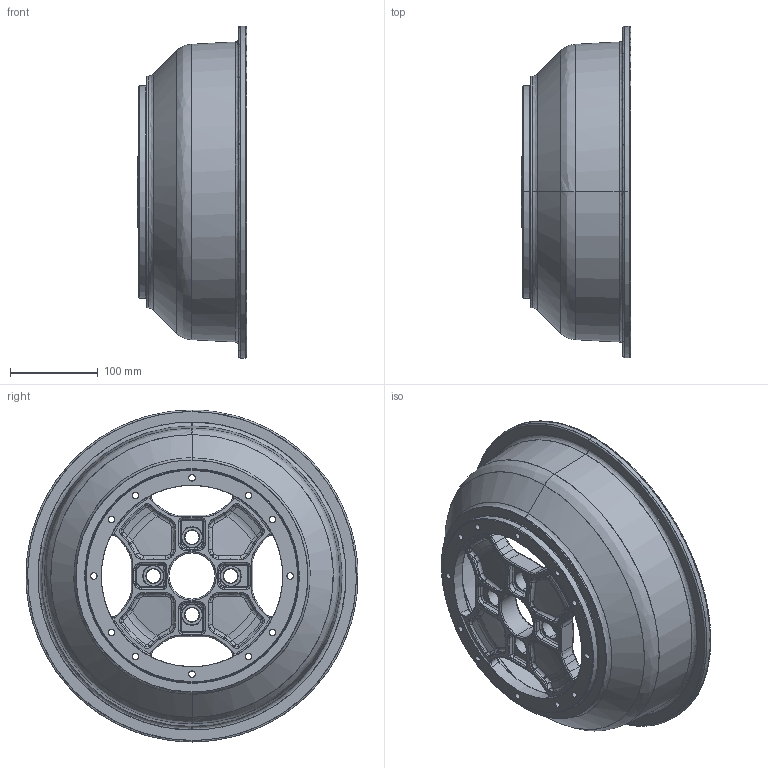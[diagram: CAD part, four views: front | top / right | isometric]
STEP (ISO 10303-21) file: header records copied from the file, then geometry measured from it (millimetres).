
FILE_DESCRIPTION(('FreeCAD Model'),'2;1');
FILE_NAME('Open CASCADE Shape Model','2025-05-04T09:33:06',('FreeCAD'),( 'FreeCAD'),'Open CASCADE STEP processor 7.6','FreeCAD','Unknown');
FILE_SCHEMA(('AUTOMOTIVE_DESIGN { 1 0 10303 214 1 1 1 1 }'));
Products named in the file (1): Open CASCADE STEP translator 7.6 1
Bounding box: 124.5 x 377.11 x 377.56 mm (x, y, z)
Surface area: 405847 mm2 (no closed solid volume)
Topology: 0 solids, 798 shells, 798 faces, 7747 edges, 7740 vertices
Faces by surface type: bspline 798
Entity records: 93463 total; most frequent: CARTESIAN_POINT 59765, ORIENTED_EDGE 7740, EDGE_CURVE 7740, VERTEX_POINT 7740, B_SPLINE_CURVE_WITH_KNOTS 6267, FACE_BOUND 846, EDGE_LOOP 846, SHELL_BASED_SURFACE_MODEL 798
